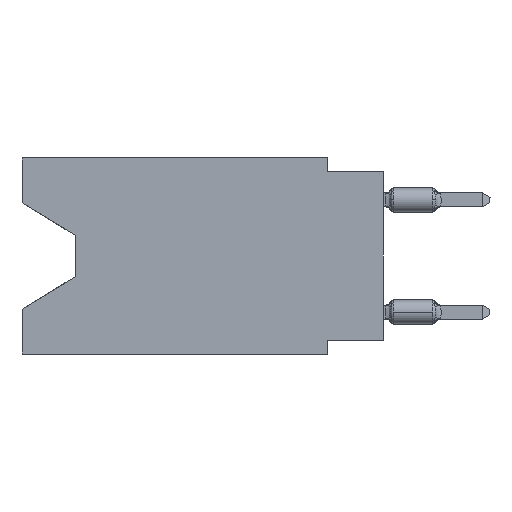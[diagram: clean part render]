
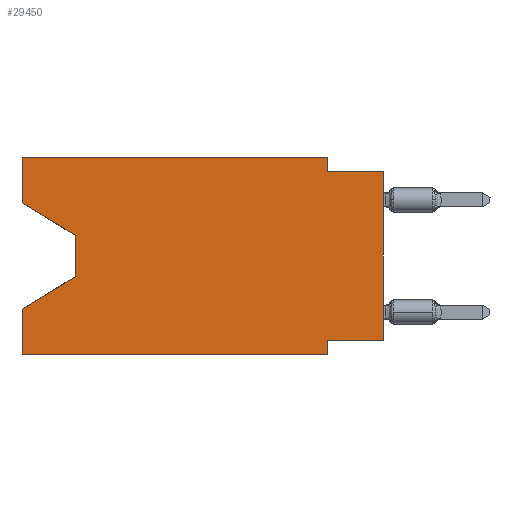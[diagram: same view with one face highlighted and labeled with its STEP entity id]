
A CAD part, left-side view. The second image highlights one B-rep face of the part: STEP entity #29450.
In plain terms, the highlighted planar face has unit normal (-1, 0, 0).
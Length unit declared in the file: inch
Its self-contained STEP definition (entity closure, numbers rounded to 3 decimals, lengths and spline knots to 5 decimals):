
#712 = VERTEX_POINT ( 'NONE', #28130 ) ;
#1102 = VECTOR ( 'NONE', #22444, 39.37008 ) ;
#1113 = DIRECTION ( 'NONE',  ( 0., 0., 1. ) ) ;
#1629 = DIRECTION ( 'NONE',  ( 0., 0., 1. ) ) ;
#2304 = VECTOR ( 'NONE', #14562, 39.37008 ) ;
#3005 = ORIENTED_EDGE ( 'NONE', *, *, #26506, .F. ) ;
#3350 = ORIENTED_EDGE ( 'NONE', *, *, #16385, .F. ) ;
#3781 = ORIENTED_EDGE ( 'NONE', *, *, #16492, .F. ) ;
#4005 = CARTESIAN_POINT ( 'NONE',  ( 0., 0.1, 0. ) ) ;
#4045 = VERTEX_POINT ( 'NONE', #14289 ) ;
#4132 = VERTEX_POINT ( 'NONE', #26674 ) ;
#4283 = EDGE_CURVE ( 'NONE', #18149, #29217, #15062, .T. ) ;
#4330 = DIRECTION ( 'NONE',  ( 0., 1., 0. ) ) ;
#4582 = CARTESIAN_POINT ( 'NONE',  ( 0., 0.645, -0.08025 ) ) ;
#4586 = EDGE_CURVE ( 'NONE', #29217, #21293, #17345, .T. ) ;
#4927 = LINE ( 'NONE', #25946, #25167 ) ;
#5436 = DIRECTION ( 'NONE',  ( 0., 0., -1. ) ) ;
#5572 = EDGE_CURVE ( 'NONE', #26620, #16800, #23691, .T. ) ;
#5599 = VECTOR ( 'NONE', #1113, 39.37008 ) ;
#5845 = CARTESIAN_POINT ( 'NONE',  ( 0., 0.645, 0. ) ) ;
#5874 = AXIS2_PLACEMENT_3D ( 'NONE', #17836, #20046, #22698 ) ;
#6060 = EDGE_CURVE ( 'NONE', #16647, #712, #14976, .T. ) ;
#6067 = FACE_OUTER_BOUND ( 'NONE', #8792, .T. ) ;
#6301 = LINE ( 'NONE', #21199, #23289 ) ;
#6425 = EDGE_CURVE ( 'NONE', #21293, #10665, #4927, .T. ) ;
#6783 = ORIENTED_EDGE ( 'NONE', *, *, #17411, .F. ) ;
#8160 = VERTEX_POINT ( 'NONE', #14260 ) ;
#8501 = CARTESIAN_POINT ( 'NONE',  ( 0., 0.1, -0.325 ) ) ;
#8635 = CARTESIAN_POINT ( 'NONE',  ( 0., 0.645, -0.26975 ) ) ;
#8792 = EDGE_LOOP ( 'NONE', ( #29792, #21346, #29722, #3350, #29261, #6783, #3005, #21827, #21599, #3781, #19317, #22008 ) ) ;
#8853 = CARTESIAN_POINT ( 'NONE',  ( 0., 0., 0. ) ) ;
#9651 = LINE ( 'NONE', #16553, #20256 ) ;
#10363 = CARTESIAN_POINT ( 'NONE',  ( 0., 0.645, -0.08025 ) ) ;
#10665 = VERTEX_POINT ( 'NONE', #8635 ) ;
#10753 = LINE ( 'NONE', #16071, #19214 ) ;
#11634 = VECTOR ( 'NONE', #22037, 39.37008 ) ;
#11945 = CARTESIAN_POINT ( 'NONE',  ( 0., 0.55, -0.212 ) ) ;
#12134 = DIRECTION ( 'NONE',  ( 0., 0.855, -0.519 ) ) ;
#13532 = CARTESIAN_POINT ( 'NONE',  ( 0., 0.1, 0. ) ) ;
#13824 = CARTESIAN_POINT ( 'NONE',  ( 0., 0.645, 0. ) ) ;
#13986 = DIRECTION ( 'NONE',  ( 0., -1., 0. ) ) ;
#14049 = EDGE_CURVE ( 'NONE', #18149, #26620, #19957, .T. ) ;
#14127 = DIRECTION ( 'NONE',  ( 0., -1., 0. ) ) ;
#14185 = VECTOR ( 'NONE', #27692, 39.37008 ) ;
#14260 = CARTESIAN_POINT ( 'NONE',  ( 0., 0., -0.325 ) ) ;
#14289 = CARTESIAN_POINT ( 'NONE',  ( 0., 0.645, -0.35 ) ) ;
#14562 = DIRECTION ( 'NONE',  ( 0., 0., -1. ) ) ;
#14976 = LINE ( 'NONE', #26898, #11634 ) ;
#15062 = LINE ( 'NONE', #10363, #1102 ) ;
#15767 = DIRECTION ( 'NONE',  ( 0., 0., 1. ) ) ;
#16071 = CARTESIAN_POINT ( 'NONE',  ( 0., 0.645, 0. ) ) ;
#16385 = EDGE_CURVE ( 'NONE', #4045, #10665, #10753, .T. ) ;
#16492 = EDGE_CURVE ( 'NONE', #16800, #16647, #18268, .T. ) ;
#16553 = CARTESIAN_POINT ( 'NONE',  ( 0., 0., -0.325 ) ) ;
#16647 = VERTEX_POINT ( 'NONE', #23744 ) ;
#16800 = VERTEX_POINT ( 'NONE', #13532 ) ;
#17140 = VECTOR ( 'NONE', #5436, 39.37008 ) ;
#17345 = LINE ( 'NONE', #26910, #17140 ) ;
#17411 = EDGE_CURVE ( 'NONE', #23566, #4132, #18971, .T. ) ;
#17836 = CARTESIAN_POINT ( 'NONE',  ( 0., 0.645, 0. ) ) ;
#17989 = PLANE ( 'NONE',  #5874 ) ;
#18149 = VERTEX_POINT ( 'NONE', #4582 ) ;
#18268 = LINE ( 'NONE', #4005, #14185 ) ;
#18971 = LINE ( 'NONE', #20722, #2304 ) ;
#19214 = VECTOR ( 'NONE', #15767, 39.37008 ) ;
#19317 = ORIENTED_EDGE ( 'NONE', *, *, #5572, .F. ) ;
#19957 = LINE ( 'NONE', #22605, #5599 ) ;
#20046 = DIRECTION ( 'NONE',  ( 1., 0., 0. ) ) ;
#20256 = VECTOR ( 'NONE', #4330, 39.37008 ) ;
#20722 = CARTESIAN_POINT ( 'NONE',  ( 0., 0.1, -0.35 ) ) ;
#21199 = CARTESIAN_POINT ( 'NONE',  ( 0., 0.645, -0.35 ) ) ;
#21293 = VERTEX_POINT ( 'NONE', #11945 ) ;
#21346 = ORIENTED_EDGE ( 'NONE', *, *, #4586, .T. ) ;
#21599 = ORIENTED_EDGE ( 'NONE', *, *, #6060, .F. ) ;
#21827 = ORIENTED_EDGE ( 'NONE', *, *, #30116, .T. ) ;
#22008 = ORIENTED_EDGE ( 'NONE', *, *, #14049, .F. ) ;
#22037 = DIRECTION ( 'NONE',  ( 0., -1., 0. ) ) ;
#22444 = DIRECTION ( 'NONE',  ( 0., -0.855, -0.519 ) ) ;
#22605 = CARTESIAN_POINT ( 'NONE',  ( 0., 0.645, 0. ) ) ;
#22698 = DIRECTION ( 'NONE',  ( 0., 0., -1. ) ) ;
#23120 = LINE ( 'NONE', #8853, #28473 ) ;
#23289 = VECTOR ( 'NONE', #13986, 39.37008 ) ;
#23566 = VERTEX_POINT ( 'NONE', #8501 ) ;
#23691 = LINE ( 'NONE', #13824, #30122 ) ;
#23744 = CARTESIAN_POINT ( 'NONE',  ( 0., 0.1, -0.025 ) ) ;
#25167 = VECTOR ( 'NONE', #12134, 39.37008 ) ;
#25855 = CARTESIAN_POINT ( 'NONE',  ( 0., 0.55, -0.138 ) ) ;
#25946 = CARTESIAN_POINT ( 'NONE',  ( 0., 0.55, -0.212 ) ) ;
#26506 = EDGE_CURVE ( 'NONE', #8160, #23566, #9651, .T. ) ;
#26620 = VERTEX_POINT ( 'NONE', #5845 ) ;
#26674 = CARTESIAN_POINT ( 'NONE',  ( 0., 0.1, -0.35 ) ) ;
#26782 = EDGE_CURVE ( 'NONE', #4045, #4132, #6301, .T. ) ;
#26898 = CARTESIAN_POINT ( 'NONE',  ( 0., 0., -0.025 ) ) ;
#26910 = CARTESIAN_POINT ( 'NONE',  ( 0., 0.55, -0.138 ) ) ;
#27692 = DIRECTION ( 'NONE',  ( 0., 0., -1. ) ) ;
#28130 = CARTESIAN_POINT ( 'NONE',  ( 0., 0., -0.025 ) ) ;
#28473 = VECTOR ( 'NONE', #1629, 39.37008 ) ;
#29217 = VERTEX_POINT ( 'NONE', #25855 ) ;
#29261 = ORIENTED_EDGE ( 'NONE', *, *, #26782, .T. ) ;
#29450 = ADVANCED_FACE ( 'NONE', ( #6067 ), #17989, .F. ) ;
#29722 = ORIENTED_EDGE ( 'NONE', *, *, #6425, .T. ) ;
#29792 = ORIENTED_EDGE ( 'NONE', *, *, #4283, .T. ) ;
#30116 = EDGE_CURVE ( 'NONE', #8160, #712, #23120, .T. ) ;
#30122 = VECTOR ( 'NONE', #14127, 39.37008 ) ;
